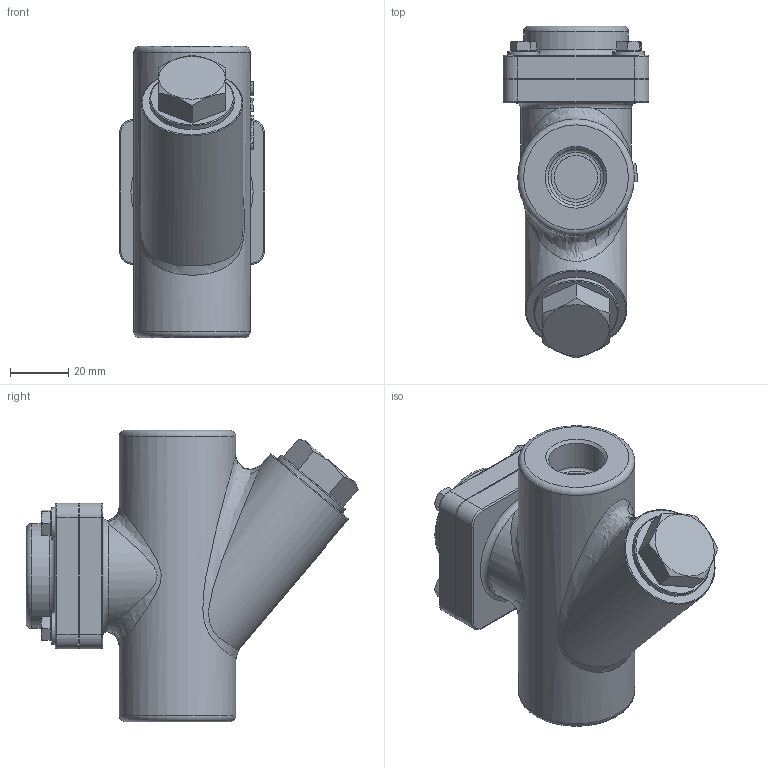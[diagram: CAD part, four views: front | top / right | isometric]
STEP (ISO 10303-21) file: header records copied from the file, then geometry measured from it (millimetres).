
FILE_DESCRIPTION(/* description */ (''),/* implementation_level */ '2;1');
FILE_NAME(/* name */ 'DN15_3D_STEP.stp',/* time_stamp */ '2025-12-13T18:49:44+03:00',/* author */ ('igorr'),/* organization */ (''),/* preprocessor_version */ 'ST-DEVELOPER v20',/* originating_system */ 'Autodesk Inventor 2025',/* authorisation */ '');
FILE_SCHEMA (('AUTOMOTIVE_DESIGN { 1 0 10303 214 3 1 1 }'));
Length unit declared in the file: millimetre
Products named in the file (4): Сборка1; Деталь1; AS 1237 - 6; AS 1110 - M5 x 10
Assembly tree (9 placements, depth 2):
  Сборка1
    Деталь1
    AS 1237 - 6  x4
    AS 1110 - M5 x 10  x4
Bounding box: 50 x 114 x 100 mm (x, y, z)
Volume: 219581.6 mm3; surface area: 37315.9 mm2
Topology: 9 solids, 9 shells, 272 faces, 625 edges, 394 vertices
Faces by surface type: plane 137, cylinder 62, cone 31, bspline 25, torus 17
Full cylindrical faces by diameter (mm): 5 x4, 6 x8, 6.4 x4, 8 x4, 11 x4, 15 x2, 19.17 x2, 27 x1, 29 x1, 35 x1, 36 x1, 40 x1
Entity records: 7024 total; most frequent: CARTESIAN_POINT 2309, ORIENTED_EDGE 908, DIRECTION 905, EDGE_CURVE 454, AXIS2_PLACEMENT_3D 353, VERTEX_POINT 292, EDGE_LOOP 218, LINE 199
